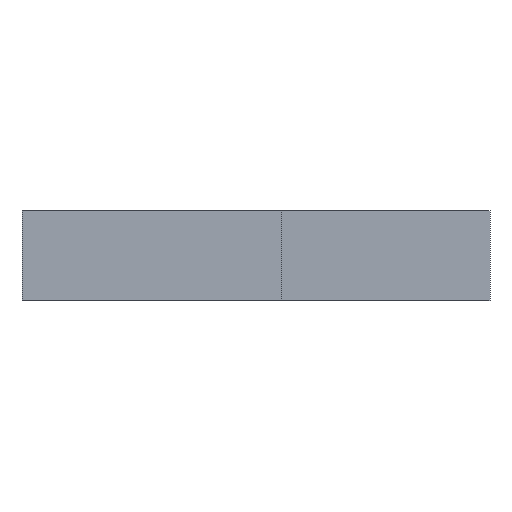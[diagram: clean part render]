
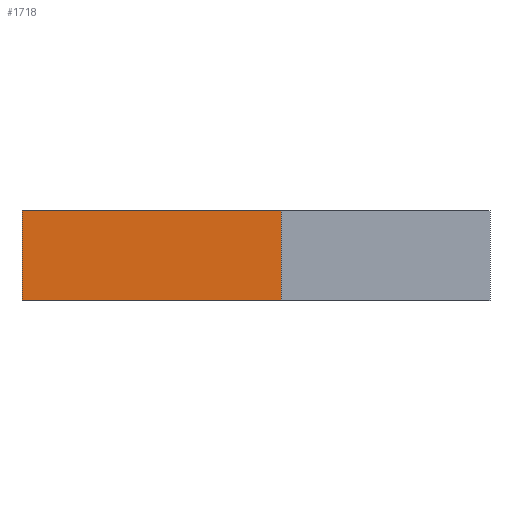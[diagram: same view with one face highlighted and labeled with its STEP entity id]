
A CAD part, front view. The second image highlights one B-rep face of the part: STEP entity #1718.
In plain terms, the highlighted planar face has unit normal (0, -1, 0).
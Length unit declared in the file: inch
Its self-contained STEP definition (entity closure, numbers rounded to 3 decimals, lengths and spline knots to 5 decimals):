
#28=PLANE('',#1844);
#116=FACE_OUTER_BOUND('',#204,.T.);
#204=EDGE_LOOP('',(#1235,#1236,#1237,#1238));
#306=LINE('',#2430,#540);
#307=LINE('',#2433,#541);
#308=LINE('',#2435,#542);
#309=LINE('',#2436,#543);
#540=VECTOR('',#1986,0.3937);
#541=VECTOR('',#1989,0.3937);
#542=VECTOR('',#1990,0.3937);
#543=VECTOR('',#1991,0.3937);
#802=VERTEX_POINT('',#2424);
#804=VERTEX_POINT('',#2428);
#805=VERTEX_POINT('',#2432);
#806=VERTEX_POINT('',#2434);
#976=EDGE_CURVE('',#804,#802,#306,.T.);
#977=EDGE_CURVE('',#802,#805,#307,.T.);
#978=EDGE_CURVE('',#806,#804,#308,.T.);
#979=EDGE_CURVE('',#805,#806,#309,.T.);
#1235=ORIENTED_EDGE('',*,*,#977,.F.);
#1236=ORIENTED_EDGE('',*,*,#976,.F.);
#1237=ORIENTED_EDGE('',*,*,#978,.F.);
#1238=ORIENTED_EDGE('',*,*,#979,.F.);
#1718=ADVANCED_FACE('',(#116),#28,.F.);
#1844=AXIS2_PLACEMENT_3D('',#2431,#1987,#1988);
#1986=DIRECTION('',(0.,0.,-1.));
#1987=DIRECTION('center_axis',(0.,1.,0.));
#1988=DIRECTION('ref_axis',(1.,0.,0.));
#1989=DIRECTION('',(-1.,0.,0.));
#1990=DIRECTION('',(1.,0.,0.));
#1991=DIRECTION('',(0.,0.,1.));
#2424=CARTESIAN_POINT('',(2.05,-3.6,0.));
#2428=CARTESIAN_POINT('',(2.05,-3.6,0.625));
#2430=CARTESIAN_POINT('',(2.05,-3.6,0.625));
#2431=CARTESIAN_POINT('Origin',(0.25,-3.6,0.625));
#2432=CARTESIAN_POINT('',(0.25,-3.6,0.));
#2433=CARTESIAN_POINT('',(1.,-3.6,0.));
#2434=CARTESIAN_POINT('',(0.25,-3.6,0.625));
#2435=CARTESIAN_POINT('',(1.,-3.6,0.625));
#2436=CARTESIAN_POINT('',(0.25,-3.6,0.625));
